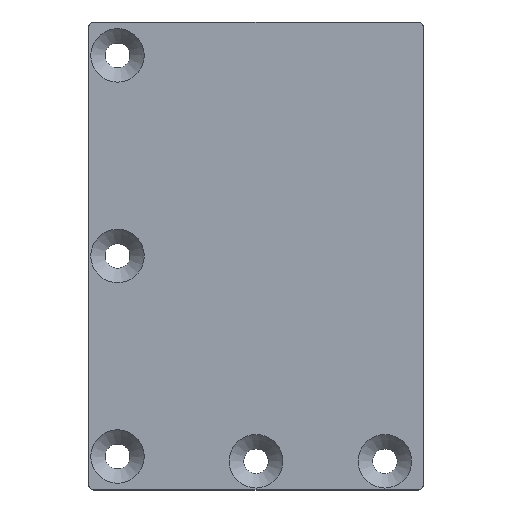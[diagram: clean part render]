
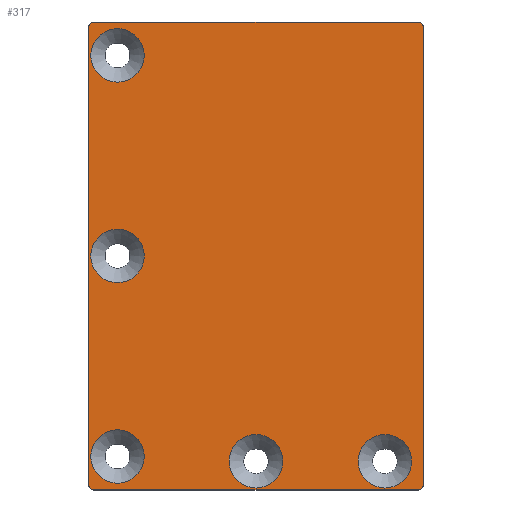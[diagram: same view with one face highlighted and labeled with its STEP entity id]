
A CAD part, top view. The second image highlights one B-rep face of the part: STEP entity #317.
In plain terms, the highlighted planar face has unit normal (0, 0, 1).
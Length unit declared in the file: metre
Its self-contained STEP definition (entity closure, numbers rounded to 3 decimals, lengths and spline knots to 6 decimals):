
#18=PLANE('',#352);
#27=LINE('',#510,#43);
#28=LINE('',#514,#44);
#29=LINE('',#518,#45);
#30=LINE('',#522,#46);
#43=VECTOR('',#405,1.);
#44=VECTOR('',#410,1.);
#45=VECTOR('',#413,1.);
#46=VECTOR('',#416,1.);
#63=ORIENTED_EDGE('',*,*,#133,.F.);
#64=ORIENTED_EDGE('',*,*,#139,.T.);
#65=ORIENTED_EDGE('',*,*,#140,.F.);
#66=ORIENTED_EDGE('',*,*,#141,.T.);
#67=ORIENTED_EDGE('',*,*,#142,.F.);
#68=ORIENTED_EDGE('',*,*,#143,.T.);
#69=ORIENTED_EDGE('',*,*,#144,.F.);
#70=ORIENTED_EDGE('',*,*,#145,.T.);
#71=ORIENTED_EDGE('',*,*,#146,.T.);
#72=ORIENTED_EDGE('',*,*,#147,.T.);
#73=ORIENTED_EDGE('',*,*,#148,.T.);
#74=ORIENTED_EDGE('',*,*,#149,.T.);
#75=ORIENTED_EDGE('',*,*,#150,.T.);
#133=EDGE_CURVE('',#172,#173,#203,.T.);
#139=EDGE_CURVE('',#172,#177,#27,.T.);
#140=EDGE_CURVE('',#178,#177,#205,.T.);
#141=EDGE_CURVE('',#178,#179,#28,.T.);
#142=EDGE_CURVE('',#180,#179,#206,.T.);
#143=EDGE_CURVE('',#180,#181,#29,.T.);
#144=EDGE_CURVE('',#182,#181,#207,.T.);
#145=EDGE_CURVE('',#182,#173,#30,.T.);
#146=EDGE_CURVE('',#183,#183,#208,.T.);
#147=EDGE_CURVE('',#184,#184,#209,.T.);
#148=EDGE_CURVE('',#185,#185,#210,.T.);
#149=EDGE_CURVE('',#186,#186,#211,.T.);
#150=EDGE_CURVE('',#187,#187,#212,.T.);
#172=VERTEX_POINT('',#498);
#173=VERTEX_POINT('',#499);
#177=VERTEX_POINT('',#509);
#178=VERTEX_POINT('',#513);
#179=VERTEX_POINT('',#515);
#180=VERTEX_POINT('',#517);
#181=VERTEX_POINT('',#519);
#182=VERTEX_POINT('',#521);
#183=VERTEX_POINT('',#524);
#184=VERTEX_POINT('',#526);
#185=VERTEX_POINT('',#528);
#186=VERTEX_POINT('',#530);
#187=VERTEX_POINT('',#532);
#203=CIRCLE('',#349,0.0005);
#205=CIRCLE('',#353,0.0005);
#206=CIRCLE('',#354,0.0005);
#207=CIRCLE('',#355,0.0005);
#208=CIRCLE('',#356,0.0028);
#209=CIRCLE('',#357,0.0028);
#210=CIRCLE('',#358,0.0028);
#211=CIRCLE('',#359,0.0028);
#212=CIRCLE('',#360,0.0028);
#228=EDGE_LOOP('',(#63,#64,#65,#66,#67,#68,#69,#70));
#229=EDGE_LOOP('',(#71));
#230=EDGE_LOOP('',(#72));
#231=EDGE_LOOP('',(#73));
#232=EDGE_LOOP('',(#74));
#233=EDGE_LOOP('',(#75));
#268=FACE_BOUND('',#228,.T.);
#269=FACE_BOUND('',#229,.T.);
#270=FACE_BOUND('',#230,.T.);
#271=FACE_BOUND('',#231,.T.);
#272=FACE_BOUND('',#232,.T.);
#273=FACE_BOUND('',#233,.T.);
#317=ADVANCED_FACE('',(#268,#269,#270,#271,#272,#273),#18,.T.);
#349=AXIS2_PLACEMENT_3D('',#497,#395,#396);
#352=AXIS2_PLACEMENT_3D('',#511,#406,#407);
#353=AXIS2_PLACEMENT_3D('',#512,#408,#409);
#354=AXIS2_PLACEMENT_3D('',#516,#411,#412);
#355=AXIS2_PLACEMENT_3D('',#520,#414,#415);
#356=AXIS2_PLACEMENT_3D('',#523,#417,#418);
#357=AXIS2_PLACEMENT_3D('',#525,#419,#420);
#358=AXIS2_PLACEMENT_3D('',#527,#421,#422);
#359=AXIS2_PLACEMENT_3D('',#529,#423,#424);
#360=AXIS2_PLACEMENT_3D('',#531,#425,#426);
#395=DIRECTION('',(0.,0.,-1.));
#396=DIRECTION('',(-0.707,-0.707,0.));
#405=DIRECTION('',(1.,0.,0.));
#406=DIRECTION('',(0.,0.,1.));
#407=DIRECTION('',(1.,0.,0.));
#408=DIRECTION('',(0.,0.,-1.));
#409=DIRECTION('',(0.707,-0.707,0.));
#410=DIRECTION('',(0.,1.,0.));
#411=DIRECTION('',(0.,0.,-1.));
#412=DIRECTION('',(0.707,0.707,0.));
#413=DIRECTION('',(-1.,0.,0.));
#414=DIRECTION('',(0.,0.,-1.));
#415=DIRECTION('',(-0.707,0.707,0.));
#416=DIRECTION('',(0.,-1.,0.));
#417=DIRECTION('',(0.,0.,-1.));
#418=DIRECTION('',(1.,0.,0.));
#419=DIRECTION('',(0.,0.,-1.));
#420=DIRECTION('',(1.,0.,0.));
#421=DIRECTION('',(0.,0.,-1.));
#422=DIRECTION('',(1.,0.,0.));
#423=DIRECTION('',(0.,0.,-1.));
#424=DIRECTION('',(1.,0.,0.));
#425=DIRECTION('',(0.,0.,-1.));
#426=DIRECTION('',(1.,0.,0.));
#497=CARTESIAN_POINT('',(-0.017,-0.024,0.005));
#498=CARTESIAN_POINT('',(-0.017,-0.0245,0.005));
#499=CARTESIAN_POINT('',(-0.0175,-0.024,0.005));
#509=CARTESIAN_POINT('',(0.017,-0.0245,0.005));
#510=CARTESIAN_POINT('',(0.0175,-0.0245,0.005));
#511=CARTESIAN_POINT('',(0.,0.,0.005));
#512=CARTESIAN_POINT('',(0.017,-0.024,0.005));
#513=CARTESIAN_POINT('',(0.0175,-0.024,0.005));
#514=CARTESIAN_POINT('',(0.0175,0.0245,0.005));
#515=CARTESIAN_POINT('',(0.0175,0.024,0.005));
#516=CARTESIAN_POINT('',(0.017,0.024,0.005));
#517=CARTESIAN_POINT('',(0.017,0.0245,0.005));
#518=CARTESIAN_POINT('',(-0.0175,0.0245,0.005));
#519=CARTESIAN_POINT('',(-0.017,0.0245,0.005));
#520=CARTESIAN_POINT('',(-0.017,0.024,0.005));
#521=CARTESIAN_POINT('',(-0.0175,0.024,0.005));
#522=CARTESIAN_POINT('',(-0.0175,-0.0245,0.005));
#523=CARTESIAN_POINT('',(0.,-0.0215,0.005));
#524=CARTESIAN_POINT('',(0.0028,-0.0215,0.005));
#525=CARTESIAN_POINT('',(-0.0145,-0.021,0.005));
#526=CARTESIAN_POINT('',(-0.0117,-0.021,0.005));
#527=CARTESIAN_POINT('',(-0.0145,0.021,0.005));
#528=CARTESIAN_POINT('',(-0.0117,0.021,0.005));
#529=CARTESIAN_POINT('',(-0.0145,0.,0.005));
#530=CARTESIAN_POINT('',(-0.0117,0.,0.005));
#531=CARTESIAN_POINT('',(0.0135,-0.0215,0.005));
#532=CARTESIAN_POINT('',(0.0163,-0.0215,0.005));
